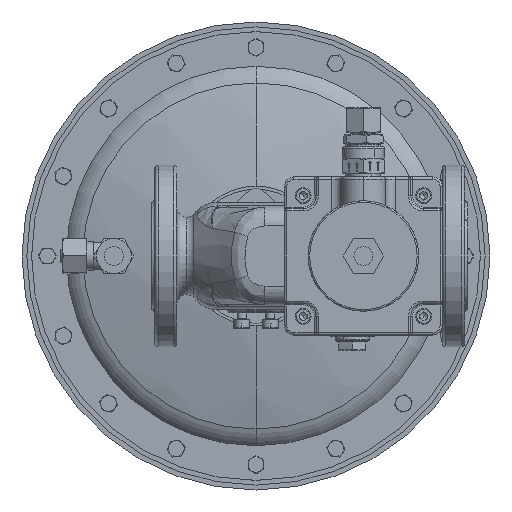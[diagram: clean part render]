
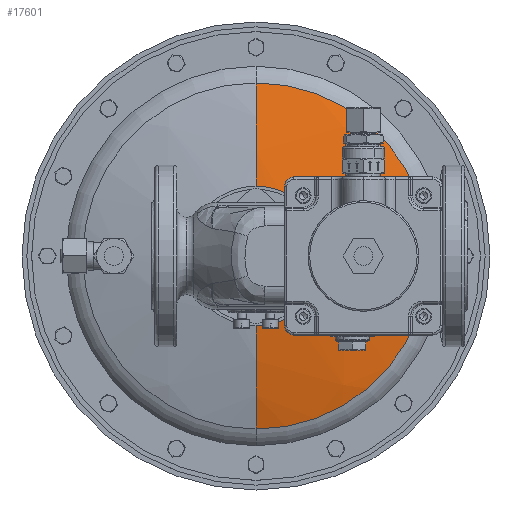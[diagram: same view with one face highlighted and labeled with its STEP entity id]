
A CAD part, front view. The second image highlights one B-rep face of the part: STEP entity #17601.
In plain terms, the highlighted spherical face has radius 373 mm.
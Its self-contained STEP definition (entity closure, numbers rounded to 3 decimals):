
#1019 = DIRECTION ( 'NONE',  ( 0., 0., 1. ) ) ;
#4712 = ORIENTED_EDGE ( 'NONE', *, *, #7321, .F. ) ;
#5897 = CARTESIAN_POINT ( 'NONE',  ( 0., 349.174, 0. ) ) ;
#6313 = ORIENTED_EDGE ( 'NONE', *, *, #46814, .F. ) ;
#7321 = EDGE_CURVE ( 'Defeature ausgef�hrt2_314+Defeature ausgef�hrt2_313+Defeature ausgef�hrt2_313+Defeature ausgef�hrt2_313', #48263, #46204, #23060, .T. ) ;
#8366 = AXIS2_PLACEMENT_3D ( 'NONE', #32035, #32437, #56755 ) ;
#10506 = DIRECTION ( 'NONE',  ( -1., 0., 0. ) ) ;
#11071 = CIRCLE ( 'NONE', #27848, 373. ) ;
#11888 = CARTESIAN_POINT ( 'NONE',  ( 0., 349.174, 0. ) ) ;
#13356 = AXIS2_PLACEMENT_3D ( 'NONE', #39341, #58424, #53969 ) ;
#16297 = DIRECTION ( 'NONE',  ( 1., 0., 0. ) ) ;
#16749 = VERTEX_POINT ( 'NONE', #44459 ) ;
#16795 = AXIS2_PLACEMENT_3D ( 'NONE', #19359, #23569, #52708 ) ;
#17601 = ADVANCED_FACE ( 'Defeature ausgef�hrt2_313', ( #22931 ), #42355, .T. ) ;
#18816 = CIRCLE ( 'NONE', #16795, 109.54 ) ;
#19359 = CARTESIAN_POINT ( 'NONE',  ( 0., -7.378, 0. ) ) ;
#22931 = FACE_OUTER_BOUND ( 'NONE', #30092, .T. ) ;
#23060 = CIRCLE ( 'NONE', #8366, 44.179 ) ;
#23569 = DIRECTION ( 'NONE',  ( 0., -1., 0. ) ) ;
#25101 = EDGE_CURVE ( 'NONE', #16749, #46204, #11071, .T. ) ;
#27848 = AXIS2_PLACEMENT_3D ( 'NONE', #11888, #16297, #40717 ) ;
#30092 = EDGE_LOOP ( 'NONE', ( #33027, #38847, #4712, #6313 ) ) ;
#30761 = CIRCLE ( 'NONE', #57598, 373. ) ;
#32035 = CARTESIAN_POINT ( 'NONE',  ( 0., -21.2, 0. ) ) ;
#32437 = DIRECTION ( 'NONE',  ( 0., -1., 0. ) ) ;
#33027 = ORIENTED_EDGE ( 'NONE', *, *, #58390, .T. ) ;
#38847 = ORIENTED_EDGE ( 'NONE', *, *, #25101, .T. ) ;
#39341 = CARTESIAN_POINT ( 'NONE',  ( 0., 349.174, 0. ) ) ;
#40717 = DIRECTION ( 'NONE',  ( 0., 0., -1. ) ) ;
#42355 = SPHERICAL_SURFACE ( 'NONE', #13356, 373. ) ;
#43597 = CARTESIAN_POINT ( 'NONE',  ( 0., -21.2, 44.179 ) ) ;
#44459 = CARTESIAN_POINT ( 'NONE',  ( 0., -7.378, 109.54 ) ) ;
#45291 = VERTEX_POINT ( 'NONE', #53067 ) ;
#46204 = VERTEX_POINT ( 'NONE', #43597 ) ;
#46814 = EDGE_CURVE ( 'NONE', #45291, #48263, #30761, .T. ) ;
#48263 = VERTEX_POINT ( 'NONE', #50103 ) ;
#50103 = CARTESIAN_POINT ( 'NONE',  ( 0., -21.2, -44.179 ) ) ;
#52708 = DIRECTION ( 'NONE',  ( 0., 0., -1. ) ) ;
#53067 = CARTESIAN_POINT ( 'NONE',  ( 0., -7.378, -109.54 ) ) ;
#53969 = DIRECTION ( 'NONE',  ( 0., 0., -1. ) ) ;
#56755 = DIRECTION ( 'NONE',  ( 0., 0., -1. ) ) ;
#57598 = AXIS2_PLACEMENT_3D ( 'NONE', #5897, #10506, #1019 ) ;
#58390 = EDGE_CURVE ( 'Defeature ausgef�hrt2_313+Defeature ausgef�hrt2_1131+Defeature ausgef�hrt2_1131+Defeature ausgef�hrt2_1131', #45291, #16749, #18816, .T. ) ;
#58424 = DIRECTION ( 'NONE',  ( 1., 0., 0. ) ) ;
